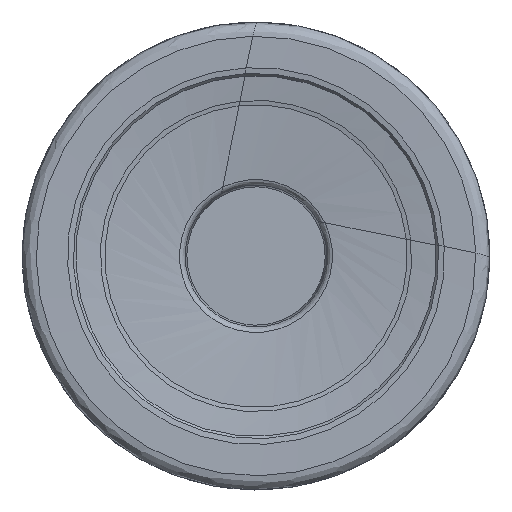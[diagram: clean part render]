
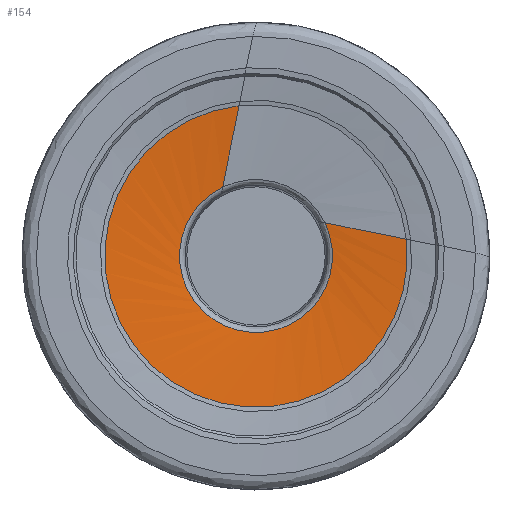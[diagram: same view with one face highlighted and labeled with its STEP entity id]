
A CAD part, left-side view. The second image highlights one B-rep face of the part: STEP entity #154.
In plain terms, the highlighted free-form (B-spline) face has degree [1, 3] with [2, 7] control points.
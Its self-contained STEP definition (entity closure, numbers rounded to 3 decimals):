
#154=ADVANCED_FACE('',(#275),#227,.F.);
#227=(
BOUNDED_SURFACE()
B_SPLINE_SURFACE(1,3,((#1833,#1834,#1835,#1836,#1837,#1838,#1839),(#1840,
#1841,#1842,#1843,#1844,#1845,#1846)),.UNSPECIFIED.,.F.,.F.,.F.)
B_SPLINE_SURFACE_WITH_KNOTS((2,2),(4,3,4),(0.,1.),(0.,0.5,1.),
 .UNSPECIFIED.)
GEOMETRIC_REPRESENTATION_ITEM()
RATIONAL_B_SPLINE_SURFACE(((1.,0.589,0.589,1.,0.589,
0.589,1.),(1.,0.589,0.589,1.,0.589,
0.589,1.)))
REPRESENTATION_ITEM('')
SURFACE()
);
#275=FACE_OUTER_BOUND('',#325,.T.);
#325=EDGE_LOOP('',(#562,#563,#564,#565));
#422=CIRCLE('',#1013,4.085);
#423=CIRCLE('',#1016,8.078);
#562=ORIENTED_EDGE('',*,*,#851,.F.);
#563=ORIENTED_EDGE('',*,*,#852,.F.);
#564=ORIENTED_EDGE('',*,*,#848,.T.);
#565=ORIENTED_EDGE('',*,*,#853,.F.);
#754=VERTEX_POINT('',#1796);
#755=VERTEX_POINT('',#1797);
#756=VERTEX_POINT('',#1829);
#757=VERTEX_POINT('',#1830);
#848=EDGE_CURVE('',#754,#755,#422,.T.);
#851=EDGE_CURVE('',#756,#757,#423,.T.);
#852=EDGE_CURVE('',#754,#756,#938,.T.);
#853=EDGE_CURVE('',#757,#755,#939,.T.);
#938=LINE('',#1831,#978);
#939=LINE('',#1832,#979);
#978=VECTOR('',#1194,1.);
#979=VECTOR('',#1195,1.);
#1013=AXIS2_PLACEMENT_3D('',#1795,#1186,#1187);
#1016=AXIS2_PLACEMENT_3D('',#1828,#1192,#1193);
#1186=DIRECTION('',(1.,0.,0.));
#1187=DIRECTION('',(0.,-0.9,0.435));
#1192=DIRECTION('',(1.,0.,0.));
#1193=DIRECTION('',(0.,-0.994,0.111));
#1194=DIRECTION('',(-0.09,-0.976,-0.198));
#1195=DIRECTION('',(0.09,0.197,-0.976));
#1795=CARTESIAN_POINT('',(0.907,0.,0.));
#1796=CARTESIAN_POINT('',(0.907,-3.678,1.778));
#1797=CARTESIAN_POINT('',(0.907,1.781,3.676));
#1828=CARTESIAN_POINT('',(0.504,0.,0.));
#1829=CARTESIAN_POINT('',(0.504,-8.028,0.896));
#1830=CARTESIAN_POINT('',(0.504,0.904,8.028));
#1831=CARTESIAN_POINT('',(0.907,-3.678,1.778));
#1832=CARTESIAN_POINT('',(0.907,1.781,3.676));
#1833=CARTESIAN_POINT('',(0.907,-3.678,1.778));
#1834=CARTESIAN_POINT('',(0.907,-5.538,-2.071));
#1835=CARTESIAN_POINT('',(0.907,-2.695,-5.263));
#1836=CARTESIAN_POINT('',(0.907,1.342,-3.858));
#1837=CARTESIAN_POINT('',(0.907,5.379,-2.454));
#1838=CARTESIAN_POINT('',(0.907,5.628,1.813));
#1839=CARTESIAN_POINT('',(0.907,1.781,3.676));
#1840=CARTESIAN_POINT('',(0.504,-8.028,0.896));
#1841=CARTESIAN_POINT('',(0.504,-8.966,-7.504));
#1842=CARTESIAN_POINT('',(0.504,-1.565,-11.587));
#1843=CARTESIAN_POINT('',(0.504,5.04,-6.313));
#1844=CARTESIAN_POINT('',(0.504,11.646,-1.04));
#1845=CARTESIAN_POINT('',(0.504,9.303,7.082));
#1846=CARTESIAN_POINT('',(0.504,0.904,8.028));
